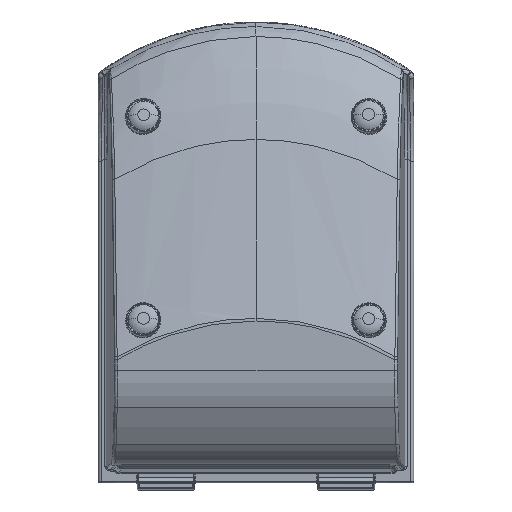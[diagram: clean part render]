
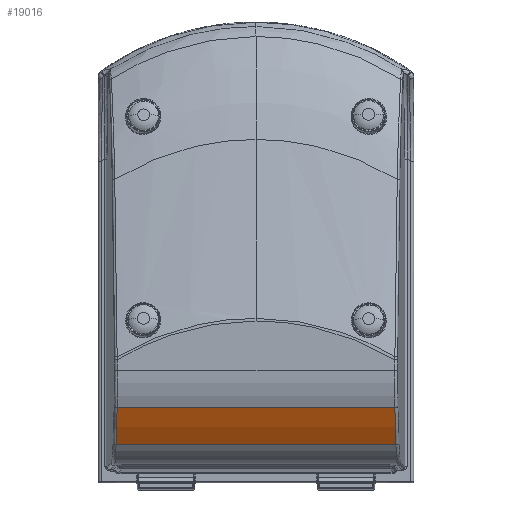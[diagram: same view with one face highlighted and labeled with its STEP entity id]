
A CAD part, front view. The second image highlights one B-rep face of the part: STEP entity #19016.
In plain terms, the highlighted cylindrical face has radius 80 mm (diameter 160 mm), a partial arc.
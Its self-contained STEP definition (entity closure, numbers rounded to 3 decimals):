
#514 = DIRECTION ( 'NONE',  ( -1., 0., 0. ) ) ;
#2429 = VERTEX_POINT ( 'NONE', #30089 ) ;
#2962 = CARTESIAN_POINT ( 'NONE',  ( 52.5, 75.564, 52.268 ) ) ;
#3293 = ORIENTED_EDGE ( 'NONE', *, *, #16455, .T. ) ;
#3489 = CARTESIAN_POINT ( 'NONE',  ( -46.223, 2.661, 19.327 ) ) ;
#3810 = VERTEX_POINT ( 'NONE', #5026 ) ;
#4383 = CARTESIAN_POINT ( 'NONE',  ( 46.223, 2.661, 19.327 ) ) ;
#4510 =( BOUNDED_CURVE ( )  B_SPLINE_CURVE ( 3, ( #34730, #31936, #20925, #4383 ),
 .UNSPECIFIED., .F., .F. ) 
 B_SPLINE_CURVE_WITH_KNOTS ( ( 4, 4 ),
 ( 5.681, 5.859 ),
 .UNSPECIFIED. ) 
 CURVE ( )  GEOMETRIC_REPRESENTATION_ITEM ( )  RATIONAL_B_SPLINE_CURVE ( ( 1., 0.997, 0.997, 1. ) ) 
 REPRESENTATION_ITEM ( '' )  );
#5026 = CARTESIAN_POINT ( 'NONE',  ( -46.223, 2.661, 19.327 ) ) ;
#5345 = FACE_OUTER_BOUND ( 'NONE', #21783, .T. ) ;
#6644 = LINE ( 'NONE', #30792, #14891 ) ;
#8915 = CARTESIAN_POINT ( 'NONE',  ( -46.324, 4.619, 14.993 ) ) ;
#9033 = CARTESIAN_POINT ( 'NONE',  ( -46.445, 6.955, 10.851 ) ) ;
#11503 = DIRECTION ( 'NONE',  ( 1., 0., 0. ) ) ;
#11846 = CYLINDRICAL_SURFACE ( 'NONE', #16500, 80. ) ;
#11904 = DIRECTION ( 'NONE',  ( -1., 0., 0. ) ) ;
#14891 = VECTOR ( 'NONE', #11503, 1000. ) ;
#16455 = EDGE_CURVE ( 'NONE', #21640, #2429, #6644, .T. ) ;
#16500 = AXIS2_PLACEMENT_3D ( 'NONE', #2962, #11904, #22822 ) ;
#17073 = CARTESIAN_POINT ( 'NONE',  ( 52.5, 2.661, 19.327 ) ) ;
#18478 =( BOUNDED_CURVE ( )  B_SPLINE_CURVE ( 3, ( #3489, #8915, #9033, #28323 ),
 .UNSPECIFIED., .F., .F. ) 
 B_SPLINE_CURVE_WITH_KNOTS ( ( 4, 4 ),
 ( 3.566, 3.744 ),
 .UNSPECIFIED. ) 
 CURVE ( )  GEOMETRIC_REPRESENTATION_ITEM ( )  RATIONAL_B_SPLINE_CURVE ( ( 1., 0.997, 0.997, 1. ) ) 
 REPRESENTATION_ITEM ( '' )  );
#19016 = ADVANCED_FACE ( 'NONE', ( #5345 ), #11846, .T. ) ;
#20636 = ORIENTED_EDGE ( 'NONE', *, *, #31220, .T. ) ;
#20925 = CARTESIAN_POINT ( 'NONE',  ( 46.324, 4.619, 14.993 ) ) ;
#21640 = VERTEX_POINT ( 'NONE', #27365 ) ;
#21783 = EDGE_LOOP ( 'NONE', ( #3293, #35515, #34450, #20636 ) ) ;
#21893 = LINE ( 'NONE', #17073, #30128 ) ;
#22822 = DIRECTION ( 'NONE',  ( 0., 0., 1. ) ) ;
#27220 = EDGE_CURVE ( 'NONE', #29953, #3810, #21893, .T. ) ;
#27365 = CARTESIAN_POINT ( 'NONE',  ( -46.584, 9.65, 6.933 ) ) ;
#28323 = CARTESIAN_POINT ( 'NONE',  ( -46.584, 9.65, 6.933 ) ) ;
#29953 = VERTEX_POINT ( 'NONE', #33584 ) ;
#30089 = CARTESIAN_POINT ( 'NONE',  ( 46.584, 9.65, 6.933 ) ) ;
#30128 = VECTOR ( 'NONE', #514, 1000. ) ;
#30683 = EDGE_CURVE ( 'NONE', #2429, #29953, #4510, .T. ) ;
#30792 = CARTESIAN_POINT ( 'NONE',  ( 52.5, 9.65, 6.933 ) ) ;
#31220 = EDGE_CURVE ( 'NONE', #3810, #21640, #18478, .T. ) ;
#31936 = CARTESIAN_POINT ( 'NONE',  ( 46.445, 6.955, 10.851 ) ) ;
#33584 = CARTESIAN_POINT ( 'NONE',  ( 46.223, 2.661, 19.327 ) ) ;
#34450 = ORIENTED_EDGE ( 'NONE', *, *, #27220, .T. ) ;
#34730 = CARTESIAN_POINT ( 'NONE',  ( 46.584, 9.65, 6.933 ) ) ;
#35515 = ORIENTED_EDGE ( 'NONE', *, *, #30683, .T. ) ;
